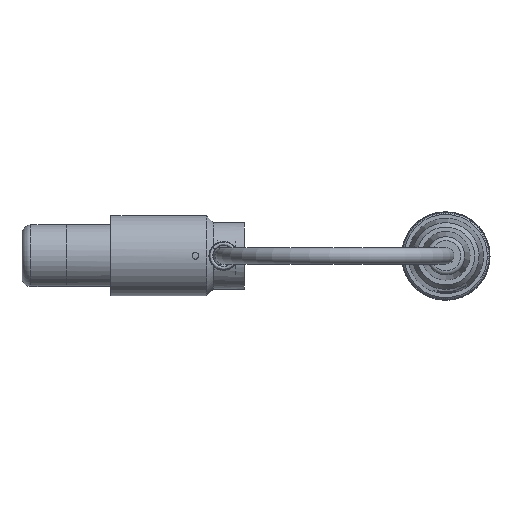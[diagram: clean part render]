
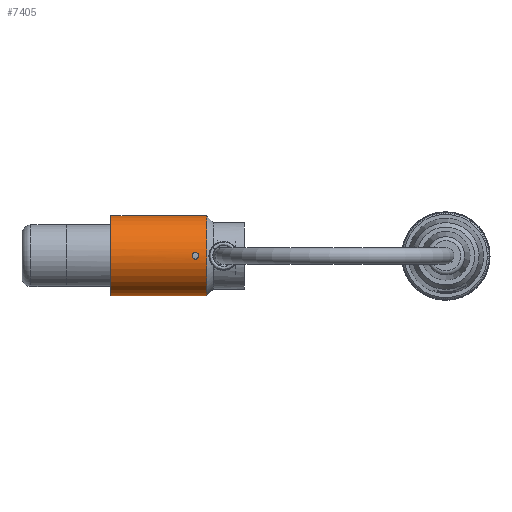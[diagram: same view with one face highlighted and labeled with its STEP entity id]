
A CAD part, front view. The second image highlights one B-rep face of the part: STEP entity #7405.
In plain terms, the highlighted cylindrical face has radius 9 mm (diameter 18 mm), a full revolution.
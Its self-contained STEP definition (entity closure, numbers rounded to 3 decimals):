
#424=FACE_BOUND('',#1618,.T.);
#425=FACE_BOUND('',#1619,.T.);
#426=FACE_BOUND('',#1620,.T.);
#783=CIRCLE('',#8160,9.);
#784=CIRCLE('',#8162,9.);
#1173=FACE_OUTER_BOUND('',#1617,.T.);
#1617=EDGE_LOOP('',(#6559));
#1618=EDGE_LOOP('',(#6560));
#1619=EDGE_LOOP('',(#6561));
#1620=EDGE_LOOP('',(#6562));
#2906=B_SPLINE_CURVE_WITH_KNOTS('',3,(#16668,#16669,#16670,#16671,#16672,
#16673,#16674,#16675,#16676,#16677,#16678,#16679,#16680,#16681,#16682,#16683,
#16684,#16685,#16686,#16687,#16688,#16689,#16690,#16691,#16692,#16693,#16694,
#16695,#16696,#16697,#16698,#16699,#16700,#16701),.UNSPECIFIED.,.T.,.F.,
(4,2,2,2,2,2,2,2,2,2,2,2,2,2,2,2,4),(0.,0.028,0.057,
0.085,0.113,0.141,0.17,
0.198,0.226,0.254,0.283,
0.311,0.339,0.367,0.396,
0.424,0.452),.UNSPECIFIED.);
#2907=B_SPLINE_CURVE_WITH_KNOTS('',3,(#16704,#16705,#16706,#16707,#16708,
#16709,#16710,#16711,#16712,#16713,#16714,#16715,#16716,#16717,#16718,#16719,
#16720,#16721,#16722,#16723,#16724,#16725,#16726,#16727,#16728,#16729,#16730,
#16731,#16732,#16733,#16734,#16735,#16736,#16737),.UNSPECIFIED.,.T.,.F.,
(4,2,2,2,2,2,2,2,2,2,2,2,2,2,2,2,4),(0.,0.028,0.057,
0.085,0.113,0.141,0.17,
0.198,0.226,0.254,0.283,
0.311,0.339,0.367,0.396,
0.424,0.452),.UNSPECIFIED.);
#3575=VERTEX_POINT('',#16667);
#3576=VERTEX_POINT('',#16703);
#3578=VERTEX_POINT('',#16774);
#3579=VERTEX_POINT('',#16777);
#4575=EDGE_CURVE('',#3575,#3575,#2906,.T.);
#4576=EDGE_CURVE('',#3576,#3576,#2907,.T.);
#4578=EDGE_CURVE('',#3578,#3578,#783,.T.);
#4579=EDGE_CURVE('',#3579,#3579,#784,.T.);
#6559=ORIENTED_EDGE('',*,*,#4579,.F.);
#6560=ORIENTED_EDGE('',*,*,#4576,.T.);
#6561=ORIENTED_EDGE('',*,*,#4575,.T.);
#6562=ORIENTED_EDGE('',*,*,#4578,.F.);
#6621=CYLINDRICAL_SURFACE('',#8161,9.);
#7405=ADVANCED_FACE('',(#1173,#424,#425,#426),#6621,.T.);
#8160=AXIS2_PLACEMENT_3D('',#16775,#10241,#10242);
#8161=AXIS2_PLACEMENT_3D('',#16776,#10243,#10244);
#8162=AXIS2_PLACEMENT_3D('',#16778,#10245,#10246);
#10241=DIRECTION('center_axis',(1.,0.,0.));
#10242=DIRECTION('ref_axis',(0.,-1.,0.));
#10243=DIRECTION('center_axis',(-1.,0.,0.));
#10244=DIRECTION('ref_axis',(0.,1.,0.));
#10245=DIRECTION('center_axis',(-1.,0.,0.));
#10246=DIRECTION('ref_axis',(0.,0.,
1.));
#16667=CARTESIAN_POINT('',(202.415,-266.173,-466.576));
#16668=CARTESIAN_POINT('Ctrl Pts',(202.415,-266.173,-466.576));
#16669=CARTESIAN_POINT('Ctrl Pts',(202.321,-266.173,-466.576));
#16670=CARTESIAN_POINT('Ctrl Pts',(202.22,-266.174,-466.557));
#16671=CARTESIAN_POINT('Ctrl Pts',(202.035,-266.18,-466.481));
#16672=CARTESIAN_POINT('Ctrl Pts',(201.951,-266.185,-466.423));
#16673=CARTESIAN_POINT('Ctrl Pts',(201.818,-266.192,-466.29));
#16674=CARTESIAN_POINT('Ctrl Pts',(201.76,-266.197,-466.206));
#16675=CARTESIAN_POINT('Ctrl Pts',(201.684,-266.202,-466.021));
#16676=CARTESIAN_POINT('Ctrl Pts',(201.665,-266.204,-465.921));
#16677=CARTESIAN_POINT('Ctrl Pts',(201.665,-266.204,-465.732));
#16678=CARTESIAN_POINT('Ctrl Pts',(201.684,-266.202,-465.632));
#16679=CARTESIAN_POINT('Ctrl Pts',(201.76,-266.197,-465.447));
#16680=CARTESIAN_POINT('Ctrl Pts',(201.818,-266.192,-465.363));
#16681=CARTESIAN_POINT('Ctrl Pts',(201.951,-266.185,-465.229));
#16682=CARTESIAN_POINT('Ctrl Pts',(202.035,-266.18,-465.172));
#16683=CARTESIAN_POINT('Ctrl Pts',(202.22,-266.174,-465.095));
#16684=CARTESIAN_POINT('Ctrl Pts',(202.321,-266.173,-465.076));
#16685=CARTESIAN_POINT('Ctrl Pts',(202.509,-266.173,-465.076));
#16686=CARTESIAN_POINT('Ctrl Pts',(202.61,-266.174,-465.095));
#16687=CARTESIAN_POINT('Ctrl Pts',(202.794,-266.18,-465.172));
#16688=CARTESIAN_POINT('Ctrl Pts',(202.879,-266.185,-465.229));
#16689=CARTESIAN_POINT('Ctrl Pts',(203.012,-266.192,-465.363));
#16690=CARTESIAN_POINT('Ctrl Pts',(203.07,-266.197,-465.447));
#16691=CARTESIAN_POINT('Ctrl Pts',(203.146,-266.202,-465.632));
#16692=CARTESIAN_POINT('Ctrl Pts',(203.165,-266.204,-465.732));
#16693=CARTESIAN_POINT('Ctrl Pts',(203.165,-266.204,-465.921));
#16694=CARTESIAN_POINT('Ctrl Pts',(203.146,-266.202,-466.021));
#16695=CARTESIAN_POINT('Ctrl Pts',(203.07,-266.197,-466.206));
#16696=CARTESIAN_POINT('Ctrl Pts',(203.012,-266.192,-466.29));
#16697=CARTESIAN_POINT('Ctrl Pts',(202.879,-266.185,-466.423));
#16698=CARTESIAN_POINT('Ctrl Pts',(202.794,-266.18,-466.481));
#16699=CARTESIAN_POINT('Ctrl Pts',(202.61,-266.174,-466.557));
#16700=CARTESIAN_POINT('Ctrl Pts',(202.509,-266.173,-466.576));
#16701=CARTESIAN_POINT('Ctrl Pts',(202.415,-266.173,-466.576));
#16703=CARTESIAN_POINT('',(202.415,-248.235,-466.576));
#16704=CARTESIAN_POINT('Ctrl Pts',(202.415,-248.235,-466.576));
#16705=CARTESIAN_POINT('Ctrl Pts',(202.509,-248.235,-466.576));
#16706=CARTESIAN_POINT('Ctrl Pts',(202.61,-248.234,-466.557));
#16707=CARTESIAN_POINT('Ctrl Pts',(202.794,-248.228,-466.481));
#16708=CARTESIAN_POINT('Ctrl Pts',(202.879,-248.224,-466.423));
#16709=CARTESIAN_POINT('Ctrl Pts',(203.012,-248.216,-466.29));
#16710=CARTESIAN_POINT('Ctrl Pts',(203.07,-248.212,-466.206));
#16711=CARTESIAN_POINT('Ctrl Pts',(203.146,-248.206,-466.021));
#16712=CARTESIAN_POINT('Ctrl Pts',(203.165,-248.204,-465.921));
#16713=CARTESIAN_POINT('Ctrl Pts',(203.165,-248.204,-465.732));
#16714=CARTESIAN_POINT('Ctrl Pts',(203.146,-248.206,-465.632));
#16715=CARTESIAN_POINT('Ctrl Pts',(203.07,-248.212,-465.447));
#16716=CARTESIAN_POINT('Ctrl Pts',(203.012,-248.216,-465.363));
#16717=CARTESIAN_POINT('Ctrl Pts',(202.879,-248.224,-465.229));
#16718=CARTESIAN_POINT('Ctrl Pts',(202.794,-248.228,-465.172));
#16719=CARTESIAN_POINT('Ctrl Pts',(202.61,-248.234,-465.095));
#16720=CARTESIAN_POINT('Ctrl Pts',(202.509,-248.235,-465.076));
#16721=CARTESIAN_POINT('Ctrl Pts',(202.321,-248.235,-465.076));
#16722=CARTESIAN_POINT('Ctrl Pts',(202.22,-248.234,-465.095));
#16723=CARTESIAN_POINT('Ctrl Pts',(202.035,-248.228,-465.172));
#16724=CARTESIAN_POINT('Ctrl Pts',(201.951,-248.224,-465.229));
#16725=CARTESIAN_POINT('Ctrl Pts',(201.818,-248.216,-465.363));
#16726=CARTESIAN_POINT('Ctrl Pts',(201.76,-248.212,-465.447));
#16727=CARTESIAN_POINT('Ctrl Pts',(201.684,-248.206,-465.632));
#16728=CARTESIAN_POINT('Ctrl Pts',(201.665,-248.204,-465.732));
#16729=CARTESIAN_POINT('Ctrl Pts',(201.665,-248.204,-465.921));
#16730=CARTESIAN_POINT('Ctrl Pts',(201.684,-248.206,-466.021));
#16731=CARTESIAN_POINT('Ctrl Pts',(201.76,-248.212,-466.206));
#16732=CARTESIAN_POINT('Ctrl Pts',(201.818,-248.216,-466.29));
#16733=CARTESIAN_POINT('Ctrl Pts',(201.951,-248.224,-466.423));
#16734=CARTESIAN_POINT('Ctrl Pts',(202.035,-248.228,-466.481));
#16735=CARTESIAN_POINT('Ctrl Pts',(202.22,-248.234,-466.557));
#16736=CARTESIAN_POINT('Ctrl Pts',(202.321,-248.235,-466.576));
#16737=CARTESIAN_POINT('Ctrl Pts',(202.415,-248.235,-466.576));
#16774=CARTESIAN_POINT('',(204.915,-248.204,-465.826));
#16775=CARTESIAN_POINT('Origin',(204.915,-257.204,-465.826));
#16776=CARTESIAN_POINT('Origin',(194.915,-257.204,-465.826));
#16777=CARTESIAN_POINT('',(183.415,-248.204,-465.826));
#16778=CARTESIAN_POINT('Origin',(183.415,-257.204,-465.826));
